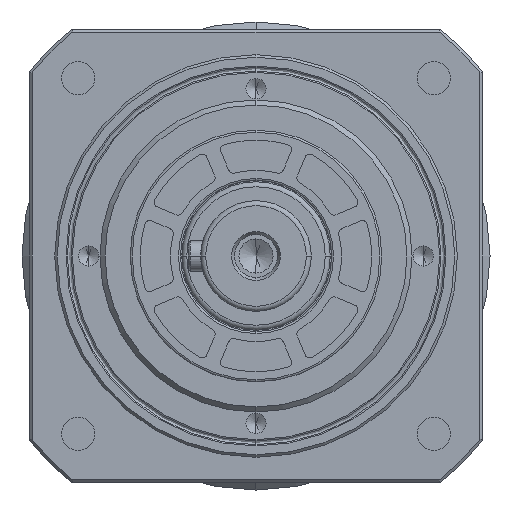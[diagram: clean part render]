
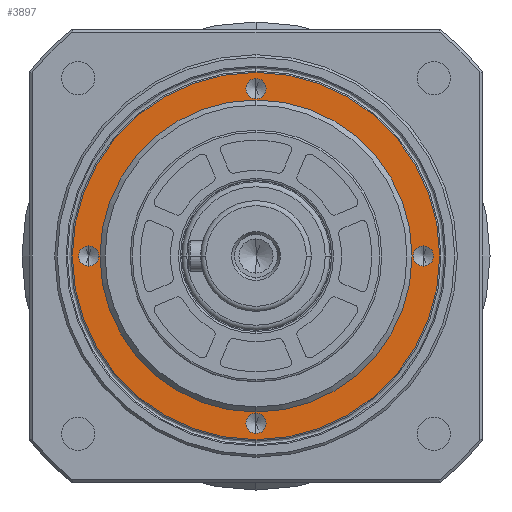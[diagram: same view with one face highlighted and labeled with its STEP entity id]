
A CAD part, left-side view. The second image highlights one B-rep face of the part: STEP entity #3897.
In plain terms, the highlighted planar face has unit normal (-1, 0, 0).
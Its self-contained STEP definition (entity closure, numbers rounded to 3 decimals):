
#148 = CARTESIAN_POINT ( 'NONE',  ( 1., -33.25, 0. ) ) ;
#355 = VERTEX_POINT ( 'NONE', #7272 ) ;
#434 = PLANE ( 'NONE',  #13407 ) ;
#974 = CARTESIAN_POINT ( 'NONE',  ( 1., 33.25, 0. ) ) ;
#1208 = EDGE_CURVE ( 'NONE', #6566, #5366, #16539, .T. ) ;
#1390 = DIRECTION ( 'NONE',  ( 0., 0., 1. ) ) ;
#1788 = CARTESIAN_POINT ( 'NONE',  ( 1., 0., 36.5 ) ) ;
#1816 = DIRECTION ( 'NONE',  ( 0., 0., 1. ) ) ;
#1824 = CARTESIAN_POINT ( 'NONE',  ( 1., -33.25, 0. ) ) ;
#2103 = DIRECTION ( 'NONE',  ( 0., 0., 1. ) ) ;
#2158 = AXIS2_PLACEMENT_3D ( 'NONE', #20744, #17532, #2987 ) ;
#2366 = CARTESIAN_POINT ( 'NONE',  ( 1., 0., 33.25 ) ) ;
#2841 = EDGE_LOOP ( 'NONE', ( #16040, #5076 ) ) ;
#2843 = CIRCLE ( 'NONE', #4997, 2. ) ;
#2949 = AXIS2_PLACEMENT_3D ( 'NONE', #1824, #13340, #3488 ) ;
#2987 = DIRECTION ( 'NONE',  ( 0., 0., 1. ) ) ;
#3145 = CARTESIAN_POINT ( 'NONE',  ( 1., 0., 0. ) ) ;
#3186 = EDGE_CURVE ( 'NONE', #5366, #6566, #4631, .T. ) ;
#3232 = ORIENTED_EDGE ( 'NONE', *, *, #20846, .T. ) ;
#3471 = CARTESIAN_POINT ( 'NONE',  ( 1., 0., 0. ) ) ;
#3488 = DIRECTION ( 'NONE',  ( 0., 0., 1. ) ) ;
#3616 = EDGE_CURVE ( 'NONE', #9577, #19593, #6243, .T. ) ;
#3685 = CARTESIAN_POINT ( 'NONE',  ( 1., 0., -35.25 ) ) ;
#3897 = ADVANCED_FACE ( 'NONE', ( #5967, #14746, #19065, #18547, #10362, #14231 ), #434, .T. ) ;
#3908 = VERTEX_POINT ( 'NONE', #13618 ) ;
#4016 = DIRECTION ( 'NONE',  ( 0., 0., 1. ) ) ;
#4153 = CARTESIAN_POINT ( 'NONE',  ( 1., 0., -36.5 ) ) ;
#4323 = EDGE_CURVE ( 'NONE', #10117, #16747, #20079, .T. ) ;
#4631 = CIRCLE ( 'NONE', #13542, 2. ) ;
#4732 = DIRECTION ( 'NONE',  ( -1., 0., 0. ) ) ;
#4755 = DIRECTION ( 'NONE',  ( 0., 0., -1. ) ) ;
#4844 = EDGE_CURVE ( 'NONE', #6231, #12344, #15721, .T. ) ;
#4872 = CARTESIAN_POINT ( 'NONE',  ( 1., 33.25, -2. ) ) ;
#4882 = VERTEX_POINT ( 'NONE', #8500 ) ;
#4997 = AXIS2_PLACEMENT_3D ( 'NONE', #148, #11636, #1816 ) ;
#5006 = DIRECTION ( 'NONE',  ( -1., 0., 0. ) ) ;
#5031 = DIRECTION ( 'NONE',  ( -1., 0., 0. ) ) ;
#5076 = ORIENTED_EDGE ( 'NONE', *, *, #20712, .T. ) ;
#5092 = DIRECTION ( 'NONE',  ( 0., 0., -1. ) ) ;
#5305 = CIRCLE ( 'NONE', #9583, 2. ) ;
#5366 = VERTEX_POINT ( 'NONE', #4872 ) ;
#5621 = EDGE_CURVE ( 'NONE', #12344, #6231, #2843, .T. ) ;
#5967 = FACE_BOUND ( 'NONE', #19036, .T. ) ;
#6231 = VERTEX_POINT ( 'NONE', #19655 ) ;
#6243 = CIRCLE ( 'NONE', #8294, 36.5 ) ;
#6566 = VERTEX_POINT ( 'NONE', #15645 ) ;
#6573 = AXIS2_PLACEMENT_3D ( 'NONE', #3471, #14961, #5092 ) ;
#7063 = CARTESIAN_POINT ( 'NONE',  ( 1., 0., 31. ) ) ;
#7206 = ORIENTED_EDGE ( 'NONE', *, *, #1208, .F. ) ;
#7272 = CARTESIAN_POINT ( 'NONE',  ( 1., 0., 35.25 ) ) ;
#7387 = CARTESIAN_POINT ( 'NONE',  ( 1., 0., -31.25 ) ) ;
#7613 = EDGE_CURVE ( 'NONE', #355, #3908, #5305, .T. ) ;
#7681 = CIRCLE ( 'NONE', #15788, 36.5 ) ;
#7743 = VERTEX_POINT ( 'NONE', #7063 ) ;
#8294 = AXIS2_PLACEMENT_3D ( 'NONE', #21027, #11222, #1390 ) ;
#8383 = CIRCLE ( 'NONE', #13382, 31. ) ;
#8500 = CARTESIAN_POINT ( 'NONE',  ( 1., 0., -31. ) ) ;
#8664 = CARTESIAN_POINT ( 'NONE',  ( 1., 0., -33.25 ) ) ;
#9577 = VERTEX_POINT ( 'NONE', #4153 ) ;
#9583 = AXIS2_PLACEMENT_3D ( 'NONE', #14903, #5031, #16531 ) ;
#10117 = VERTEX_POINT ( 'NONE', #7387 ) ;
#10186 = AXIS2_PLACEMENT_3D ( 'NONE', #2366, #13886, #4016 ) ;
#10331 = DIRECTION ( 'NONE',  ( 0., 0., 1. ) ) ;
#10362 = FACE_OUTER_BOUND ( 'NONE', #2841, .T. ) ;
#10635 = ORIENTED_EDGE ( 'NONE', *, *, #4844, .F. ) ;
#11133 = ORIENTED_EDGE ( 'NONE', *, *, #3186, .F. ) ;
#11222 = DIRECTION ( 'NONE',  ( -1., 0., 0. ) ) ;
#11636 = DIRECTION ( 'NONE',  ( -1., 0., 0. ) ) ;
#11763 = CARTESIAN_POINT ( 'NONE',  ( 1., -33.25, -2. ) ) ;
#11928 = DIRECTION ( 'NONE',  ( -1., 0., 0. ) ) ;
#12344 = VERTEX_POINT ( 'NONE', #11763 ) ;
#12527 = CIRCLE ( 'NONE', #10186, 2. ) ;
#12548 = EDGE_LOOP ( 'NONE', ( #14096, #12693 ) ) ;
#12693 = ORIENTED_EDGE ( 'NONE', *, *, #14264, .F. ) ;
#13340 = DIRECTION ( 'NONE',  ( -1., 0., 0. ) ) ;
#13354 = EDGE_CURVE ( 'NONE', #16747, #10117, #13878, .T. ) ;
#13382 = AXIS2_PLACEMENT_3D ( 'NONE', #3145, #14642, #4755 ) ;
#13407 = AXIS2_PLACEMENT_3D ( 'NONE', #18445, #11928, #2103 ) ;
#13542 = AXIS2_PLACEMENT_3D ( 'NONE', #974, #18852, #14372 ) ;
#13618 = CARTESIAN_POINT ( 'NONE',  ( 1., 0., 31.25 ) ) ;
#13878 = CIRCLE ( 'NONE', #16224, 2. ) ;
#13886 = DIRECTION ( 'NONE',  ( -1., 0., 0. ) ) ;
#14096 = ORIENTED_EDGE ( 'NONE', *, *, #7613, .F. ) ;
#14231 = FACE_BOUND ( 'NONE', #19467, .T. ) ;
#14264 = EDGE_CURVE ( 'NONE', #3908, #355, #12527, .T. ) ;
#14372 = DIRECTION ( 'NONE',  ( 0., 0., 1. ) ) ;
#14618 = CARTESIAN_POINT ( 'NONE',  ( 1., 0., 0. ) ) ;
#14642 = DIRECTION ( 'NONE',  ( 1., 0., 0. ) ) ;
#14679 = ORIENTED_EDGE ( 'NONE', *, *, #15083, .T. ) ;
#14746 = FACE_BOUND ( 'NONE', #12548, .T. ) ;
#14758 = EDGE_LOOP ( 'NONE', ( #15095, #20482 ) ) ;
#14874 = CARTESIAN_POINT ( 'NONE',  ( 1., 0., -33.25 ) ) ;
#14903 = CARTESIAN_POINT ( 'NONE',  ( 1., 0., 33.25 ) ) ;
#14961 = DIRECTION ( 'NONE',  ( 1., 0., 0. ) ) ;
#15083 = EDGE_CURVE ( 'NONE', #4882, #7743, #8383, .T. ) ;
#15095 = ORIENTED_EDGE ( 'NONE', *, *, #4323, .F. ) ;
#15645 = CARTESIAN_POINT ( 'NONE',  ( 1., 33.25, 2. ) ) ;
#15721 = CIRCLE ( 'NONE', #2949, 2. ) ;
#15788 = AXIS2_PLACEMENT_3D ( 'NONE', #14618, #4732, #16250 ) ;
#16040 = ORIENTED_EDGE ( 'NONE', *, *, #3616, .T. ) ;
#16224 = AXIS2_PLACEMENT_3D ( 'NONE', #14874, #5006, #16503 ) ;
#16250 = DIRECTION ( 'NONE',  ( 0., 0., 1. ) ) ;
#16503 = DIRECTION ( 'NONE',  ( 0., 0., 1. ) ) ;
#16531 = DIRECTION ( 'NONE',  ( 0., 0., 1. ) ) ;
#16539 = CIRCLE ( 'NONE', #2158, 2. ) ;
#16747 = VERTEX_POINT ( 'NONE', #3685 ) ;
#17532 = DIRECTION ( 'NONE',  ( -1., 0., 0. ) ) ;
#18266 = ORIENTED_EDGE ( 'NONE', *, *, #5621, .F. ) ;
#18445 = CARTESIAN_POINT ( 'NONE',  ( 1., 31., 0. ) ) ;
#18547 = FACE_BOUND ( 'NONE', #14758, .T. ) ;
#18852 = DIRECTION ( 'NONE',  ( -1., 0., 0. ) ) ;
#19036 = EDGE_LOOP ( 'NONE', ( #7206, #11133 ) ) ;
#19065 = FACE_BOUND ( 'NONE', #19075, .T. ) ;
#19075 = EDGE_LOOP ( 'NONE', ( #10635, #18266 ) ) ;
#19210 = CIRCLE ( 'NONE', #6573, 31. ) ;
#19467 = EDGE_LOOP ( 'NONE', ( #14679, #3232 ) ) ;
#19555 = AXIS2_PLACEMENT_3D ( 'NONE', #8664, #20147, #10331 ) ;
#19593 = VERTEX_POINT ( 'NONE', #1788 ) ;
#19655 = CARTESIAN_POINT ( 'NONE',  ( 1., -33.25, 2. ) ) ;
#20079 = CIRCLE ( 'NONE', #19555, 2. ) ;
#20147 = DIRECTION ( 'NONE',  ( -1., 0., 0. ) ) ;
#20482 = ORIENTED_EDGE ( 'NONE', *, *, #13354, .F. ) ;
#20712 = EDGE_CURVE ( 'NONE', #19593, #9577, #7681, .T. ) ;
#20744 = CARTESIAN_POINT ( 'NONE',  ( 1., 33.25, 0. ) ) ;
#20846 = EDGE_CURVE ( 'NONE', #7743, #4882, #19210, .T. ) ;
#21027 = CARTESIAN_POINT ( 'NONE',  ( 1., 0., 0. ) ) ;
